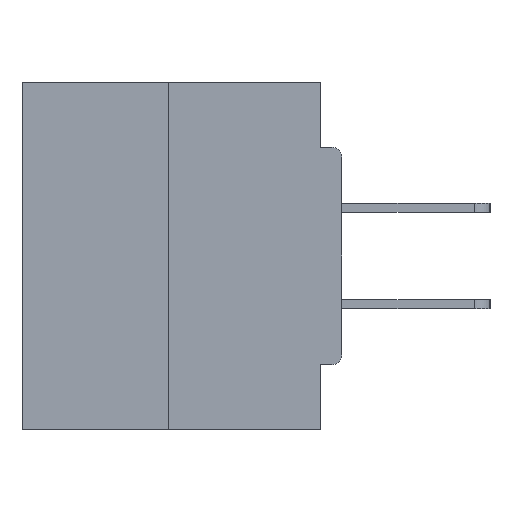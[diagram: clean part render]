
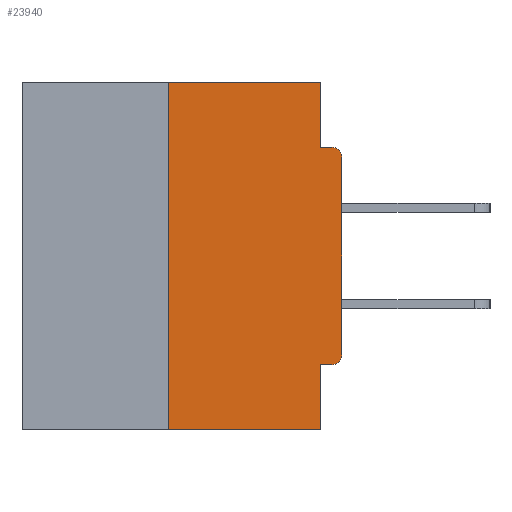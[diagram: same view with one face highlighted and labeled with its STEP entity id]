
A CAD part, left-side view. The second image highlights one B-rep face of the part: STEP entity #23940.
In plain terms, the highlighted planar face has unit normal (-1, 0, 0).
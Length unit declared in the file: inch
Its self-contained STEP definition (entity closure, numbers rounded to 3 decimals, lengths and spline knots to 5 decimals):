
#714 = CARTESIAN_POINT ( 'NONE',  ( 0., 0.015, -0.0935 ) ) ;
#775 = DIRECTION ( 'NONE',  ( 0., 0., 1. ) ) ;
#876 = CARTESIAN_POINT ( 'NONE',  ( 0., 0., -0.1085 ) ) ;
#1180 = CARTESIAN_POINT ( 'NONE',  ( 0., 0.031, 0. ) ) ;
#1445 = LINE ( 'NONE', #23268, #26439 ) ;
#1516 = AXIS2_PLACEMENT_3D ( 'NONE', #19327, #30569, #13775 ) ;
#1639 = CARTESIAN_POINT ( 'NONE',  ( 0., 0.25, 0. ) ) ;
#1677 = LINE ( 'NONE', #19790, #25355 ) ;
#1708 = EDGE_LOOP ( 'NONE', ( #14074, #20702, #26652, #25725, #10302, #16324, #28791, #16664, #20583, #22282 ) ) ;
#2235 = DIRECTION ( 'NONE',  ( 0., -1., 0. ) ) ;
#3049 = EDGE_CURVE ( 'NONE', #6002, #28196, #14929, .T. ) ;
#3126 = VERTEX_POINT ( 'NONE', #31877 ) ;
#3161 = VERTEX_POINT ( 'NONE', #714 ) ;
#3741 = DIRECTION ( 'NONE',  ( 0., 0., -1. ) ) ;
#5089 = CARTESIAN_POINT ( 'NONE',  ( 0., 0.031, -0.5 ) ) ;
#6002 = VERTEX_POINT ( 'NONE', #9759 ) ;
#6222 = DIRECTION ( 'NONE',  ( 0., 0., -1. ) ) ;
#6511 = CARTESIAN_POINT ( 'NONE',  ( 0., 0.031, -0.4065 ) ) ;
#6833 = CARTESIAN_POINT ( 'NONE',  ( 0., 0.031, -0.0935 ) ) ;
#7311 = DIRECTION ( 'NONE',  ( 0., 1., 0. ) ) ;
#7405 = VECTOR ( 'NONE', #775, 39.37008 ) ;
#7894 = CARTESIAN_POINT ( 'NONE',  ( 0., 0.015, -0.1085 ) ) ;
#8694 = DIRECTION ( 'NONE',  ( 0., -1., 0. ) ) ;
#9207 = EDGE_CURVE ( 'NONE', #28196, #3161, #24529, .T. ) ;
#9759 = CARTESIAN_POINT ( 'NONE',  ( 0., 0., -0.3915 ) ) ;
#10302 = ORIENTED_EDGE ( 'NONE', *, *, #28945, .F. ) ;
#10851 = VERTEX_POINT ( 'NONE', #1180 ) ;
#11319 = CARTESIAN_POINT ( 'NONE',  ( 0., 0.25, 0. ) ) ;
#12113 = CARTESIAN_POINT ( 'NONE',  ( 0., 0.46, 0. ) ) ;
#12243 = VECTOR ( 'NONE', #13886, 39.37008 ) ;
#12568 = CARTESIAN_POINT ( 'NONE',  ( 0., 0.031, 0. ) ) ;
#13723 = CARTESIAN_POINT ( 'NONE',  ( 0., 0., -0.0935 ) ) ;
#13772 = DIRECTION ( 'NONE',  ( 0., 0., -1. ) ) ;
#13775 = DIRECTION ( 'NONE',  ( 0., 0., -1. ) ) ;
#13886 = DIRECTION ( 'NONE',  ( 0., 0., 1. ) ) ;
#14074 = ORIENTED_EDGE ( 'NONE', *, *, #36024, .F. ) ;
#14165 = VECTOR ( 'NONE', #18256, 39.37008 ) ;
#14298 = VERTEX_POINT ( 'NONE', #15258 ) ;
#14668 = EDGE_CURVE ( 'NONE', #3126, #6002, #26320, .T. ) ;
#14882 = LINE ( 'NONE', #29865, #33163 ) ;
#14929 = LINE ( 'NONE', #36678, #12243 ) ;
#15009 = VERTEX_POINT ( 'NONE', #6833 ) ;
#15121 = VERTEX_POINT ( 'NONE', #5089 ) ;
#15258 = CARTESIAN_POINT ( 'NONE',  ( 0., 0.25, -0.5 ) ) ;
#16324 = ORIENTED_EDGE ( 'NONE', *, *, #14668, .T. ) ;
#16664 = ORIENTED_EDGE ( 'NONE', *, *, #9207, .T. ) ;
#17055 = LINE ( 'NONE', #13723, #28228 ) ;
#17821 = DIRECTION ( 'NONE',  ( 1., 0., 0. ) ) ;
#17893 = EDGE_CURVE ( 'NONE', #10851, #15009, #19902, .T. ) ;
#18256 = DIRECTION ( 'NONE',  ( 0., 0., -1. ) ) ;
#18843 = EDGE_CURVE ( 'NONE', #14298, #15121, #1677, .T. ) ;
#19327 = CARTESIAN_POINT ( 'NONE',  ( 0., 0.015, -0.3915 ) ) ;
#19790 = CARTESIAN_POINT ( 'NONE',  ( 0., 0.46, -0.5 ) ) ;
#19902 = LINE ( 'NONE', #12568, #14165 ) ;
#20100 = EDGE_CURVE ( 'NONE', #14298, #24005, #26128, .T. ) ;
#20583 = ORIENTED_EDGE ( 'NONE', *, *, #22309, .F. ) ;
#20702 = ORIENTED_EDGE ( 'NONE', *, *, #20100, .F. ) ;
#21822 = EDGE_CURVE ( 'NONE', #23904, #15121, #1445, .T. ) ;
#22282 = ORIENTED_EDGE ( 'NONE', *, *, #17893, .F. ) ;
#22309 = EDGE_CURVE ( 'NONE', #15009, #3161, #17055, .T. ) ;
#23268 = CARTESIAN_POINT ( 'NONE',  ( 0., 0.031, -0.5 ) ) ;
#23904 = VERTEX_POINT ( 'NONE', #6511 ) ;
#23940 = ADVANCED_FACE ( 'NONE', ( #36091 ), #35032, .F. ) ;
#24005 = VERTEX_POINT ( 'NONE', #1639 ) ;
#24529 = CIRCLE ( 'NONE', #32001, 0.015 ) ;
#25316 = CARTESIAN_POINT ( 'NONE',  ( 0., 0.46, 0. ) ) ;
#25355 = VECTOR ( 'NONE', #8694, 39.37008 ) ;
#25381 = VECTOR ( 'NONE', #30671, 39.37008 ) ;
#25725 = ORIENTED_EDGE ( 'NONE', *, *, #21822, .F. ) ;
#26128 = LINE ( 'NONE', #11319, #7405 ) ;
#26320 = CIRCLE ( 'NONE', #1516, 0.015 ) ;
#26439 = VECTOR ( 'NONE', #6222, 39.37008 ) ;
#26652 = ORIENTED_EDGE ( 'NONE', *, *, #18843, .T. ) ;
#28196 = VERTEX_POINT ( 'NONE', #876 ) ;
#28228 = VECTOR ( 'NONE', #2235, 39.37008 ) ;
#28791 = ORIENTED_EDGE ( 'NONE', *, *, #3049, .T. ) ;
#28945 = EDGE_CURVE ( 'NONE', #3126, #23904, #14882, .T. ) ;
#29317 = LINE ( 'NONE', #25316, #25381 ) ;
#29865 = CARTESIAN_POINT ( 'NONE',  ( 0., 0., -0.4065 ) ) ;
#30569 = DIRECTION ( 'NONE',  ( -1., 0., 0. ) ) ;
#30671 = DIRECTION ( 'NONE',  ( 0., -1., 0. ) ) ;
#31877 = CARTESIAN_POINT ( 'NONE',  ( 0., 0.015, -0.4065 ) ) ;
#32001 = AXIS2_PLACEMENT_3D ( 'NONE', #7894, #33553, #13772 ) ;
#33163 = VECTOR ( 'NONE', #7311, 39.37008 ) ;
#33553 = DIRECTION ( 'NONE',  ( -1., 0., 0. ) ) ;
#35032 = PLANE ( 'NONE',  #35908 ) ;
#35908 = AXIS2_PLACEMENT_3D ( 'NONE', #12113, #17821, #3741 ) ;
#36024 = EDGE_CURVE ( 'NONE', #24005, #10851, #29317, .T. ) ;
#36091 = FACE_OUTER_BOUND ( 'NONE', #1708, .T. ) ;
#36678 = CARTESIAN_POINT ( 'NONE',  ( 0., 0., 0. ) ) ;
